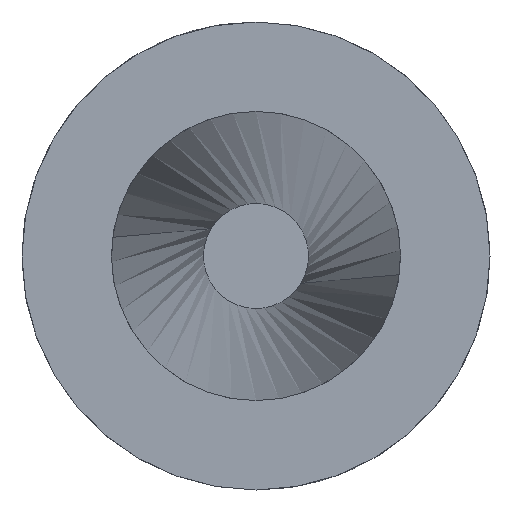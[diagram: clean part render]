
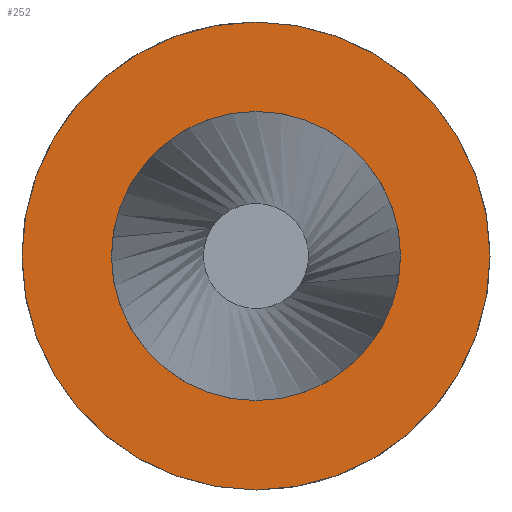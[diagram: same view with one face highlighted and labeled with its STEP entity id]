
A CAD part, front view. The second image highlights one B-rep face of the part: STEP entity #252.
In plain terms, the highlighted planar face has unit normal (0, -1, 0).
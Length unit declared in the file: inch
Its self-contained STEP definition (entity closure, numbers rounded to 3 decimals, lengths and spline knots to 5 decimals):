
#3 = VERTEX_POINT ( 'NONE', #159 ) ;
#5 = DIRECTION ( 'NONE',  ( 0., -1., 0. ) ) ;
#7 = ORIENTED_EDGE ( 'NONE', *, *, #177, .T. ) ;
#19 = EDGE_CURVE ( 'NONE', #309, #165, #365, .T. ) ;
#24 = CARTESIAN_POINT ( 'NONE',  ( 0., -0.3937, 0. ) ) ;
#25 = DIRECTION ( 'NONE',  ( 0., 0., -1. ) ) ;
#30 = EDGE_LOOP ( 'NONE', ( #150, #7 ) ) ;
#46 = CARTESIAN_POINT ( 'NONE',  ( 0., -0.3937, -0.54134 ) ) ;
#47 = CIRCLE ( 'NONE', #276, 0.54134 ) ;
#56 = EDGE_CURVE ( 'NONE', #3, #133, #182, .T. ) ;
#105 = CARTESIAN_POINT ( 'NONE',  ( 0., -0.3937, 0. ) ) ;
#113 = CARTESIAN_POINT ( 'NONE',  ( 0., -0.3937, 0. ) ) ;
#116 = CARTESIAN_POINT ( 'NONE',  ( 0., -0.3937, -0.87598 ) ) ;
#120 = FACE_BOUND ( 'NONE', #214, .T. ) ;
#133 = VERTEX_POINT ( 'NONE', #116 ) ;
#139 = FACE_OUTER_BOUND ( 'NONE', #30, .T. ) ;
#141 = DIRECTION ( 'NONE',  ( 0., -1., 0. ) ) ;
#142 = AXIS2_PLACEMENT_3D ( 'NONE', #105, #241, #278 ) ;
#146 = PLANE ( 'NONE',  #152 ) ;
#150 = ORIENTED_EDGE ( 'NONE', *, *, #56, .T. ) ;
#152 = AXIS2_PLACEMENT_3D ( 'NONE', #24, #395, #25 ) ;
#158 = AXIS2_PLACEMENT_3D ( 'NONE', #232, #141, #354 ) ;
#159 = CARTESIAN_POINT ( 'NONE',  ( 0., -0.3937, 0.87598 ) ) ;
#165 = VERTEX_POINT ( 'NONE', #46 ) ;
#177 = EDGE_CURVE ( 'NONE', #133, #3, #296, .T. ) ;
#182 = CIRCLE ( 'NONE', #142, 0.87598 ) ;
#214 = EDGE_LOOP ( 'NONE', ( #253, #279 ) ) ;
#229 = DIRECTION ( 'NONE',  ( 0., -1., 0. ) ) ;
#232 = CARTESIAN_POINT ( 'NONE',  ( 0., -0.3937, 0. ) ) ;
#241 = DIRECTION ( 'NONE',  ( 0., -1., 0. ) ) ;
#252 = ADVANCED_FACE ( 'NONE', ( #139, #120 ), #146, .T. ) ;
#253 = ORIENTED_EDGE ( 'NONE', *, *, #19, .F. ) ;
#276 = AXIS2_PLACEMENT_3D ( 'NONE', #113, #229, #358 ) ;
#278 = DIRECTION ( 'NONE',  ( 0., 0., -1. ) ) ;
#279 = ORIENTED_EDGE ( 'NONE', *, *, #352, .F. ) ;
#281 = CARTESIAN_POINT ( 'NONE',  ( 0., -0.3937, 0. ) ) ;
#296 = CIRCLE ( 'NONE', #158, 0.87598 ) ;
#309 = VERTEX_POINT ( 'NONE', #380 ) ;
#318 = AXIS2_PLACEMENT_3D ( 'NONE', #281, #5, #373 ) ;
#352 = EDGE_CURVE ( 'NONE', #165, #309, #47, .T. ) ;
#354 = DIRECTION ( 'NONE',  ( 0., 0., -1. ) ) ;
#358 = DIRECTION ( 'NONE',  ( 0., 0., -1. ) ) ;
#365 = CIRCLE ( 'NONE', #318, 0.54134 ) ;
#373 = DIRECTION ( 'NONE',  ( 0., 0., -1. ) ) ;
#380 = CARTESIAN_POINT ( 'NONE',  ( 0., -0.3937, 0.54134 ) ) ;
#395 = DIRECTION ( 'NONE',  ( 0., -1., 0. ) ) ;
